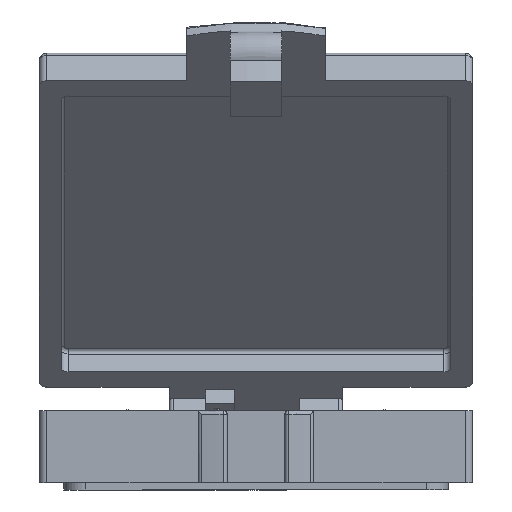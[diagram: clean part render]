
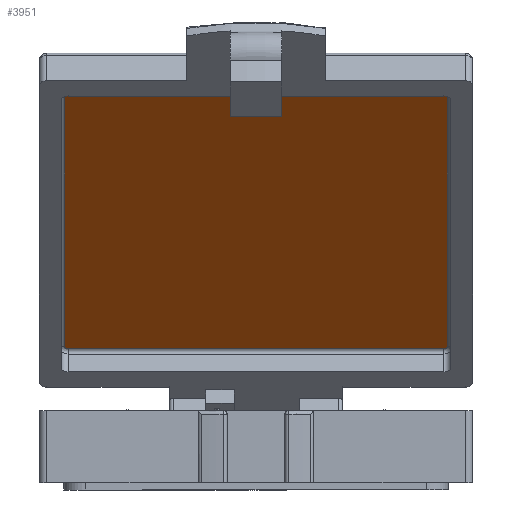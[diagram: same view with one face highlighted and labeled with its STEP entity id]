
A CAD part, front view. The second image highlights one B-rep face of the part: STEP entity #3951.
In plain terms, the highlighted planar face has unit normal (0, -0.707, -0.707).
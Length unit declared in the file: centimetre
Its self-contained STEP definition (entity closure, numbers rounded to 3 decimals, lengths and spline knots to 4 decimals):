
#269=LINE('',#6415,#632);
#270=LINE('',#6434,#633);
#272=LINE('',#6454,#635);
#274=LINE('',#6474,#637);
#632=VECTOR('',#5183,2.605);
#633=VECTOR('',#5194,2.605);
#635=VECTOR('',#5206,2.605);
#637=VECTOR('',#5218,2.605);
#858=PLANE('',#4310);
#1079=FACE_OUTER_BOUND('',#1338,.T.);
#1338=EDGE_LOOP('',(#3293,#3294,#3295,#3296,#3297,#3298,#3299,#3300));
#1544=CIRCLE('',#4288,0.025);
#1548=CIRCLE('',#4293,0.025);
#1552=CIRCLE('',#4298,0.025);
#1555=CIRCLE('',#4302,0.025);
#1858=VERTEX_POINT('',#6408);
#1861=VERTEX_POINT('',#6413);
#1863=VERTEX_POINT('',#6426);
#1865=VERTEX_POINT('',#6432);
#1867=VERTEX_POINT('',#6446);
#1869=VERTEX_POINT('',#6452);
#1871=VERTEX_POINT('',#6466);
#1873=VERTEX_POINT('',#6472);
#2342=EDGE_CURVE('',#1861,#1858,#269,.T.);
#2344=EDGE_CURVE('',#1863,#1861,#1544,.T.);
#2347=EDGE_CURVE('',#1865,#1863,#270,.T.);
#2350=EDGE_CURVE('',#1867,#1865,#1548,.T.);
#2353=EDGE_CURVE('',#1869,#1867,#272,.T.);
#2356=EDGE_CURVE('',#1871,#1869,#1552,.T.);
#2359=EDGE_CURVE('',#1873,#1871,#274,.T.);
#2361=EDGE_CURVE('',#1858,#1873,#1555,.T.);
#3293=ORIENTED_EDGE('',*,*,#2342,.F.);
#3294=ORIENTED_EDGE('',*,*,#2344,.F.);
#3295=ORIENTED_EDGE('',*,*,#2347,.F.);
#3296=ORIENTED_EDGE('',*,*,#2350,.F.);
#3297=ORIENTED_EDGE('',*,*,#2353,.F.);
#3298=ORIENTED_EDGE('',*,*,#2356,.F.);
#3299=ORIENTED_EDGE('',*,*,#2359,.F.);
#3300=ORIENTED_EDGE('',*,*,#2361,.F.);
#3951=ADVANCED_FACE('',(#1079),#858,.F.);
#4288=AXIS2_PLACEMENT_3D('',#6428,#5186,#5187);
#4293=AXIS2_PLACEMENT_3D('',#6448,#5198,#5199);
#4298=AXIS2_PLACEMENT_3D('',#6468,#5210,#5211);
#4302=AXIS2_PLACEMENT_3D('',#6485,#5220,#5221);
#4310=AXIS2_PLACEMENT_3D('',#6505,#5243,#5244);
#5183=DIRECTION('',(0.,0.707,-0.707));
#5186=DIRECTION('center_axis',(0.,0.707,0.707));
#5187=DIRECTION('ref_axis',(0.707,-0.5,0.5));
#5194=DIRECTION('',(1.,0.,0.));
#5198=DIRECTION('center_axis',(0.,0.707,0.707));
#5199=DIRECTION('ref_axis',(-0.707,-0.5,0.5));
#5206=DIRECTION('',(0.,-0.707,0.707));
#5210=DIRECTION('center_axis',(0.,0.707,0.707));
#5211=DIRECTION('ref_axis',(-0.707,0.5,-0.5));
#5218=DIRECTION('',(-1.,0.,0.));
#5220=DIRECTION('center_axis',(0.,0.707,0.707));
#5221=DIRECTION('ref_axis',(0.707,0.5,-0.5));
#5243=DIRECTION('center_axis',(0.,0.707,0.707));
#5244=DIRECTION('ref_axis',(0.,-0.707,0.707));
#6408=CARTESIAN_POINT('',(1.3275,1.7028,1.7413));
#6413=CARTESIAN_POINT('',(1.3275,-0.1392,3.5834));
#6415=CARTESIAN_POINT('',(1.3275,1.2423,2.2018));
#6426=CARTESIAN_POINT('',(1.3025,-0.1569,3.601));
#6428=CARTESIAN_POINT('Origin',(1.3025,-0.1392,3.5834));
#6432=CARTESIAN_POINT('',(-1.3025,-0.1569,3.601));
#6434=CARTESIAN_POINT('',(0.6512,-0.1569,3.601));
#6446=CARTESIAN_POINT('',(-1.3275,-0.1392,3.5834));
#6448=CARTESIAN_POINT('Origin',(-1.3025,-0.1392,3.5834));
#6452=CARTESIAN_POINT('',(-1.3275,1.7028,1.7413));
#6454=CARTESIAN_POINT('',(-1.3275,0.3213,3.1229));
#6466=CARTESIAN_POINT('',(-1.3025,1.7205,1.7237));
#6468=CARTESIAN_POINT('Origin',(-1.3025,1.7028,1.7413));
#6472=CARTESIAN_POINT('',(1.3025,1.7205,1.7237));
#6474=CARTESIAN_POINT('',(-0.6513,1.7205,1.7237));
#6485=CARTESIAN_POINT('Origin',(1.3025,1.7028,1.7413));
#6505=CARTESIAN_POINT('Origin',(0.,0.7818,
2.6624));
